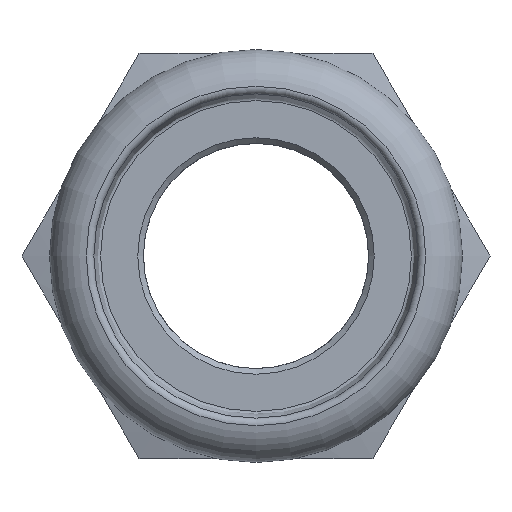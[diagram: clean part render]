
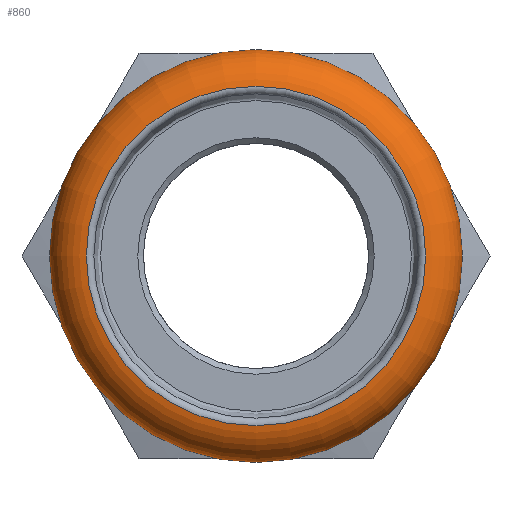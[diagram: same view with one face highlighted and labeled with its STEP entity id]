
A CAD part, front view. The second image highlights one B-rep face of the part: STEP entity #860.
In plain terms, the highlighted toroidal (fillet/blend) face has major radius 14.611 mm and minor radius 3.742 mm.
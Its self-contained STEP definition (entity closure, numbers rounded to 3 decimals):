
#42=TOROIDAL_SURFACE('',#960,14.611,3.742);
#109=FACE_OUTER_BOUND('',#165,.T.);
#165=EDGE_LOOP('',(#670,#671,#672,#673,#674,#675));
#269=CIRCLE('',#961,15.7);
#270=CIRCLE('',#962,15.7);
#271=CIRCLE('',#963,3.742);
#272=CIRCLE('',#964,15.074);
#273=CIRCLE('',#965,15.074);
#365=VERTEX_POINT('',#1522);
#366=VERTEX_POINT('',#1523);
#367=VERTEX_POINT('',#1526);
#368=VERTEX_POINT('',#1528);
#476=EDGE_CURVE('',#365,#366,#269,.T.);
#477=EDGE_CURVE('',#366,#365,#270,.T.);
#478=EDGE_CURVE('',#366,#367,#271,.T.);
#479=EDGE_CURVE('',#367,#368,#272,.T.);
#480=EDGE_CURVE('',#368,#367,#273,.T.);
#670=ORIENTED_EDGE('',*,*,#476,.F.);
#671=ORIENTED_EDGE('',*,*,#477,.F.);
#672=ORIENTED_EDGE('',*,*,#478,.T.);
#673=ORIENTED_EDGE('',*,*,#479,.T.);
#674=ORIENTED_EDGE('',*,*,#480,.T.);
#675=ORIENTED_EDGE('',*,*,#478,.F.);
#860=ADVANCED_FACE('',(#109),#42,.T.);
#960=AXIS2_PLACEMENT_3D('',#1521,#1164,#1165);
#961=AXIS2_PLACEMENT_3D('',#1524,#1166,#1167);
#962=AXIS2_PLACEMENT_3D('',#1525,#1168,#1169);
#963=AXIS2_PLACEMENT_3D('',#1527,#1170,#1171);
#964=AXIS2_PLACEMENT_3D('',#1529,#1172,#1173);
#965=AXIS2_PLACEMENT_3D('',#1530,#1174,#1175);
#1164=DIRECTION('center_axis',(0.,1.,0.));
#1165=DIRECTION('ref_axis',(0.,0.,1.));
#1166=DIRECTION('center_axis',(0.,1.,0.));
#1167=DIRECTION('ref_axis',(0.,0.,1.));
#1168=DIRECTION('center_axis',(0.,1.,0.));
#1169=DIRECTION('ref_axis',(0.,0.,1.));
#1170=DIRECTION('center_axis',(-1.,0.,0.));
#1171=DIRECTION('ref_axis',(0.,0.,-1.));
#1172=DIRECTION('center_axis',(0.,1.,0.));
#1173=DIRECTION('ref_axis',(0.,0.,1.));
#1174=DIRECTION('center_axis',(0.,1.,0.));
#1175=DIRECTION('ref_axis',(0.,0.,1.));
#1521=CARTESIAN_POINT('Origin',(0.,3.718,0.));
#1522=CARTESIAN_POINT('',(0.,7.297,15.7));
#1523=CARTESIAN_POINT('',(0.,7.297,-15.7));
#1524=CARTESIAN_POINT('Origin',(0.,7.297,0.));
#1525=CARTESIAN_POINT('Origin',(0.,7.297,0.));
#1526=CARTESIAN_POINT('',(0.,0.005,-15.074));
#1527=CARTESIAN_POINT('Origin',(0.,3.718,
-14.611));
#1528=CARTESIAN_POINT('',(0.,0.005,15.074));
#1529=CARTESIAN_POINT('Origin',(0.,0.005,0.));
#1530=CARTESIAN_POINT('Origin',(0.,0.005,0.));
